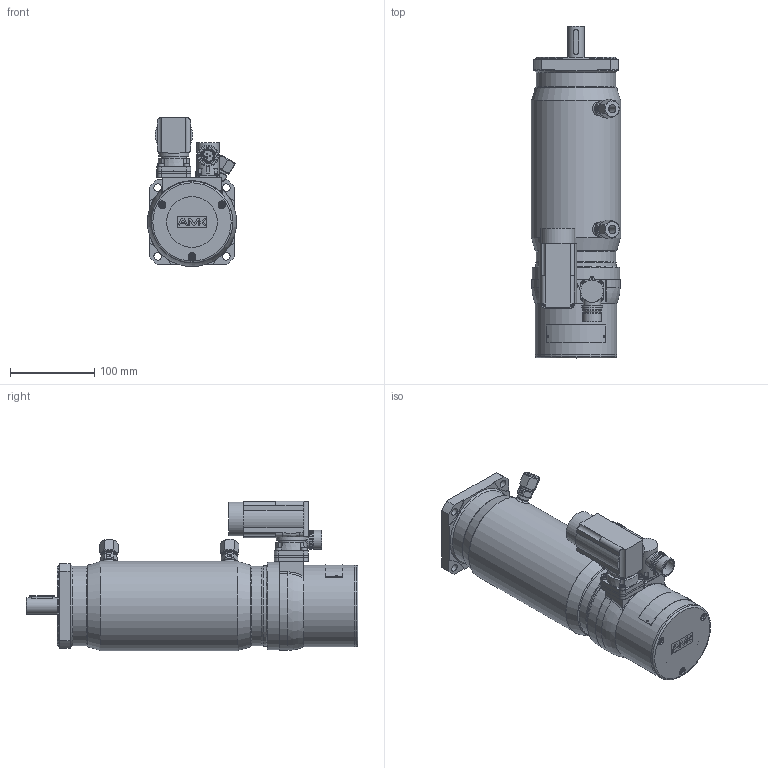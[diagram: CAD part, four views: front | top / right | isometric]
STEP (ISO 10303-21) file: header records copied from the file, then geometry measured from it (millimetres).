
FILE_DESCRIPTION(/* description */ ('Unknown'),/* implementation_level */ '2;1');
FILE_NAME(/* name */ 'A2687_B',/* time_stamp */ '2021-06-23T08:09:43+02:00',/* author */ ('Unknown'),/* organization */ ('Unknown'),/* preprocessor_version */ 'ST-DEVELOPER v16.7',/* originating_system */ 'DEX',/* authorisation */ $);
FILE_SCHEMA (('AUTOMOTIVE_DESIGN {1 0 10303 214 3 1 1}'));
Products named in the file (38): A2687; 403001; 106042; 404396; 111465_Lw; 19674; 103124; 400014; 103123; Screw_DIN_7984_M6x10_v10.00; 101060; 400015; 103125; 19790; Nagel_ISO_8746_A__1,6x3; Screw_DIN_912_M4x12; Screw_DIN_913_1980_M5x10; 103210; 18446_DT5W; 101090; 1647; 13536; Schraube_DIN_EN_ISO_7045_M2.5x8_Z_v8.50; 100539; 107669; Screw_DIN_EN_ISO_14583_M2.5x8; 110647
Assembly tree (44 placements, depth 3):
  A2687
    403001
      106042
    404396
      111465_Lw
    19674
    103124
    103124
    400014
      103123
      Screw_DIN_7984_M6x10_v10.00
      Screw_DIN_7984_M6x10_v10.00
      Screw_DIN_7984_M6x10_v10.00
      Screw_DIN_7984_M6x10_v10.00
      Screw_DIN_7984_M6x10_v10.00
      Screw_DIN_7984_M6x10_v10.00
      101060
    400015
      103125
    19790
    Nagel_ISO_8746_A__1,6x3
    103124
    Screw_DIN_912_M4x12  x4
    Screw_DIN_913_1980_M5x10
    103210
    18446_DT5W
    101090
    1647  x3
    13536
    Schraube_DIN_EN_ISO_7045_M2.5x8_Z_v8.50
    Schraube_DIN_EN_ISO_7045_M2.5x8_Z_v8.50
    Schraube_DIN_EN_ISO_7045_M2.5x8_Z_v8.50  x2
    100539
    107669
    Screw_DIN_EN_ISO_14583_M2.5x8
    Screw_DIN_EN_ISO_14583_M2.5x8  x2
    Screw_DIN_EN_ISO_14583_M2.5x8
    110647
Bounding box: 105.8 x 393.5 x 176.95 mm (x, y, z)
Volume: 424995 mm3; surface area: 349020.3 mm2
Topology: 38 solids, 38 shells, 1485 faces, 3518 edges, 2246 vertices
Faces by surface type: plane 759, cylinder 395, cone 162, bspline 86, torus 62, sphere 21
Full cylindrical faces by diameter (mm): 1.5 x12, 1.6 x1, 1.7 x2, 2 x4, 2.05 x1, 2.208 x4, 2.25 x8, 2.316 x4, 2.4 x4, 2.5 x12, 2.6 x1, 2.7 x4, 2.8 x4, 3 x1, 3.141 x4, 3.242 x4, 3.6 x4, 4 x11, 4.1 x4, 4.134 x1, 4.3 x3, 4.4 x4, 4.917 x1, 5 x9, 5.1 x4, 5.4 x4, 6.4 x1, 6.9 x4, 7 x10, 8 x4
Entity records: 55097 total; most frequent: CARTESIAN_POINT 23166, DIRECTION 5583, ORIENTED_EDGE 5314, EDGE_CURVE 2657, AXIS2_PLACEMENT_3D 2203, FACE_BOUND 1865, EDGE_LOOP 1857, VERTEX_POINT 1856
